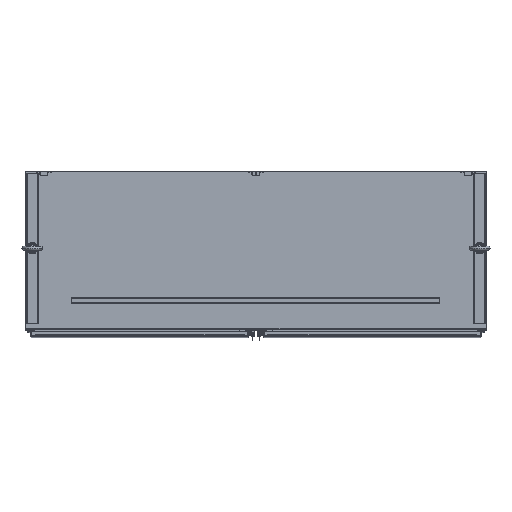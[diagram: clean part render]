
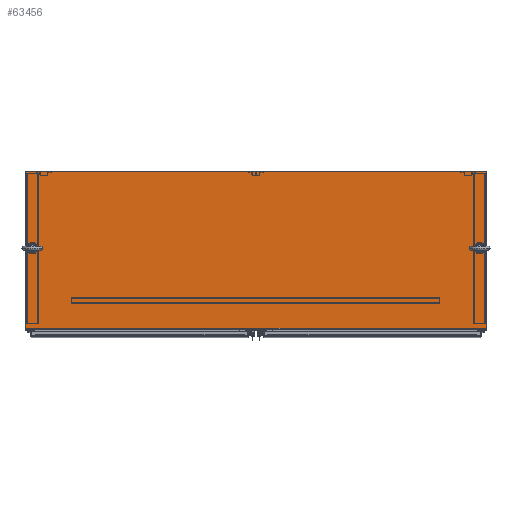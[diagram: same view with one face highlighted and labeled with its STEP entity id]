
A CAD part, top view. The second image highlights one B-rep face of the part: STEP entity #63456.
In plain terms, the highlighted planar face has unit normal (0, 0, 1).
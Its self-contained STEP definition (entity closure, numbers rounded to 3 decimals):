
#2633 = CARTESIAN_POINT ( 'NONE',  ( 17.968, -24.45, 36.063 ) ) ;
#2855 = DIRECTION ( 'NONE',  ( 0., 0., -1. ) ) ;
#4297 = DIRECTION ( 'NONE',  ( 1., 0., 0. ) ) ;
#4409 = CARTESIAN_POINT ( 'NONE',  ( -53.905, -24.593, 36.063 ) ) ;
#4573 = ORIENTED_EDGE ( 'NONE', *, *, #14688, .T. ) ;
#4917 = LINE ( 'NONE', #51601, #70211 ) ;
#5011 = FACE_BOUND ( 'NONE', #80234, .T. ) ;
#9647 = CARTESIAN_POINT ( 'NONE',  ( 16.624, -11.938, 36.063 ) ) ;
#11608 = CARTESIAN_POINT ( 'NONE',  ( -53.905, -24.45, 36.063 ) ) ;
#13279 = VERTEX_POINT ( 'NONE', #73573 ) ;
#13734 = DIRECTION ( 'NONE',  ( 0., 0., 1. ) ) ;
#14688 = EDGE_CURVE ( 'NONE', #33650, #118450, #17448, .T. ) ;
#17374 = DIRECTION ( 'NONE',  ( 1., 0., 0. ) ) ;
#17448 = CIRCLE ( 'NONE', #23504, 0.344 ) ;
#22801 = LINE ( 'NONE', #108748, #100319 ) ;
#23504 = AXIS2_PLACEMENT_3D ( 'NONE', #116408, #107060, #4297 ) ;
#26112 = DIRECTION ( 'NONE',  ( 0., 0., -1. ) ) ;
#28405 = DIRECTION ( 'NONE',  ( 1., 0., 0. ) ) ;
#29781 = AXIS2_PLACEMENT_3D ( 'NONE', #4409, #13734, #80973 ) ;
#31116 = DIRECTION ( 'NONE',  ( 1., 0., 0. ) ) ;
#31763 = EDGE_CURVE ( 'NONE', #81794, #71880, #4917, .T. ) ;
#32249 = EDGE_CURVE ( 'NONE', #69433, #13279, #116080, .T. ) ;
#32882 = EDGE_CURVE ( 'NONE', #92530, #71880, #83626, .T. ) ;
#33650 = VERTEX_POINT ( 'NONE', #9647 ) ;
#34614 = VECTOR ( 'NONE', #31116, 39.37 ) ;
#35448 = CARTESIAN_POINT ( 'NONE',  ( -52.905, -11.938, 36.063 ) ) ;
#38020 = EDGE_LOOP ( 'NONE', ( #58018, #4573 ) ) ;
#41528 = EDGE_CURVE ( 'NONE', #118450, #33650, #61022, .T. ) ;
#42267 = DIRECTION ( 'NONE',  ( 0., -1., 0. ) ) ;
#42969 = FACE_BOUND ( 'NONE', #38020, .T. ) ;
#43330 = DIRECTION ( 'NONE',  ( 0., 0., -1. ) ) ;
#44046 = ORIENTED_EDGE ( 'NONE', *, *, #32882, .T. ) ;
#49380 = CARTESIAN_POINT ( 'NONE',  ( 17.968, 0., 36.063 ) ) ;
#51601 = CARTESIAN_POINT ( 'NONE',  ( 17.968, -24.593, 36.063 ) ) ;
#54439 = VECTOR ( 'NONE', #114970, 39.37 ) ;
#58018 = ORIENTED_EDGE ( 'NONE', *, *, #41528, .T. ) ;
#60000 = ORIENTED_EDGE ( 'NONE', *, *, #31763, .F. ) ;
#61022 = CIRCLE ( 'NONE', #82852, 0.344 ) ;
#61692 = EDGE_CURVE ( 'NONE', #115718, #81794, #22801, .T. ) ;
#62656 = CARTESIAN_POINT ( 'NONE',  ( 17.312, -11.938, 36.063 ) ) ;
#63214 = ORIENTED_EDGE ( 'NONE', *, *, #87498, .F. ) ;
#63456 = ADVANCED_FACE ( 'NONE', ( #5011, #90906, #42969 ), #71040, .T. ) ;
#63898 = DIRECTION ( 'NONE',  ( 1., 0., 0. ) ) ;
#66919 = CARTESIAN_POINT ( 'NONE',  ( -53.249, -11.938, 36.063 ) ) ;
#67524 = EDGE_CURVE ( 'NONE', #13279, #69433, #68112, .T. ) ;
#68112 = CIRCLE ( 'NONE', #77966, 0.344 ) ;
#68502 = CARTESIAN_POINT ( 'NONE',  ( -53.905, -24.45, 36.063 ) ) ;
#69433 = VERTEX_POINT ( 'NONE', #66919 ) ;
#70211 = VECTOR ( 'NONE', #42267, 39.37 ) ;
#71040 = PLANE ( 'NONE',  #29781 ) ;
#71880 = VERTEX_POINT ( 'NONE', #2633 ) ;
#73233 = CARTESIAN_POINT ( 'NONE',  ( -52.905, -11.938, 36.063 ) ) ;
#73573 = CARTESIAN_POINT ( 'NONE',  ( -52.561, -11.938, 36.063 ) ) ;
#77966 = AXIS2_PLACEMENT_3D ( 'NONE', #35448, #26112, #17374 ) ;
#78204 = CARTESIAN_POINT ( 'NONE',  ( -53.905, 0., 36.063 ) ) ;
#78746 = EDGE_LOOP ( 'NONE', ( #60000, #85143, #63214, #44046 ) ) ;
#80234 = EDGE_LOOP ( 'NONE', ( #98503, #93022 ) ) ;
#80973 = DIRECTION ( 'NONE',  ( 1., 0., 0. ) ) ;
#81794 = VERTEX_POINT ( 'NONE', #49380 ) ;
#82852 = AXIS2_PLACEMENT_3D ( 'NONE', #113740, #2855, #28405 ) ;
#83626 = LINE ( 'NONE', #68502, #34614 ) ;
#85143 = ORIENTED_EDGE ( 'NONE', *, *, #61692, .F. ) ;
#87498 = EDGE_CURVE ( 'NONE', #92530, #115718, #104998, .T. ) ;
#90906 = FACE_OUTER_BOUND ( 'NONE', #78746, .T. ) ;
#92195 = AXIS2_PLACEMENT_3D ( 'NONE', #73233, #43330, #63898 ) ;
#92530 = VERTEX_POINT ( 'NONE', #11608 ) ;
#93022 = ORIENTED_EDGE ( 'NONE', *, *, #32249, .T. ) ;
#98503 = ORIENTED_EDGE ( 'NONE', *, *, #67524, .T. ) ;
#100319 = VECTOR ( 'NONE', #118689, 39.37 ) ;
#104998 = LINE ( 'NONE', #78204, #54439 ) ;
#106185 = CARTESIAN_POINT ( 'NONE',  ( -53.905, 0., 36.063 ) ) ;
#107060 = DIRECTION ( 'NONE',  ( 0., 0., -1. ) ) ;
#108748 = CARTESIAN_POINT ( 'NONE',  ( 17.968, 0., 36.063 ) ) ;
#113740 = CARTESIAN_POINT ( 'NONE',  ( 16.968, -11.938, 36.063 ) ) ;
#114970 = DIRECTION ( 'NONE',  ( 0., 1., 0. ) ) ;
#115718 = VERTEX_POINT ( 'NONE', #106185 ) ;
#116080 = CIRCLE ( 'NONE', #92195, 0.344 ) ;
#116408 = CARTESIAN_POINT ( 'NONE',  ( 16.968, -11.938, 36.063 ) ) ;
#118450 = VERTEX_POINT ( 'NONE', #62656 ) ;
#118689 = DIRECTION ( 'NONE',  ( 1., 0., 0. ) ) ;
